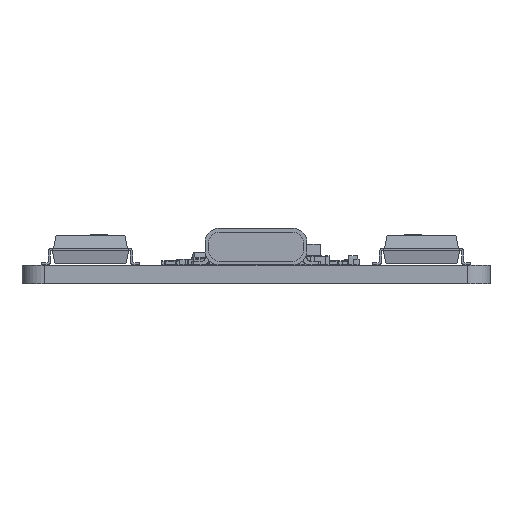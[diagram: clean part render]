
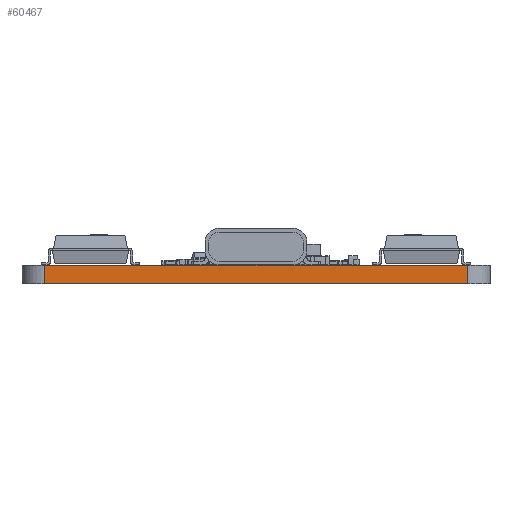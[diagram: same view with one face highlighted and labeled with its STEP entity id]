
A CAD part, front view. The second image highlights one B-rep face of the part: STEP entity #60467.
In plain terms, the highlighted planar face has unit normal (0, -1, 0).
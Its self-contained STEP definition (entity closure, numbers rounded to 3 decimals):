
#58936 = PLANE('',#58937);
#58937 = AXIS2_PLACEMENT_3D('',#58938,#58939,#58940);
#58938 = CARTESIAN_POINT('',(21.5,22.75,1.6));
#58939 = DIRECTION('',(0.,0.,1.));
#58940 = DIRECTION('',(1.,0.,0.));
#58964 = CYLINDRICAL_SURFACE('',#58965,2.);
#58965 = AXIS2_PLACEMENT_3D('',#58966,#58967,#58968);
#58966 = CARTESIAN_POINT('',(3.,3.,0.));
#58967 = DIRECTION('',(0.,0.,-1.));
#58968 = DIRECTION('',(1.,0.,0.));
#58990 = PLANE('',#58991);
#58991 = AXIS2_PLACEMENT_3D('',#58992,#58993,#58994);
#58992 = CARTESIAN_POINT('',(21.5,22.75,0.));
#58993 = DIRECTION('',(0.,0.,1.));
#58994 = DIRECTION('',(1.,0.,0.));
#59085 = VERTEX_POINT('',#59086);
#59086 = CARTESIAN_POINT('',(3.,1.,1.6));
#59108 = EDGE_CURVE('',#59109,#59085,#59111,.T.);
#59109 = VERTEX_POINT('',#59110);
#59110 = CARTESIAN_POINT('',(3.,1.,0.));
#59111 = SURFACE_CURVE('',#59112,(#59116,#59123),.PCURVE_S1.);
#59112 = LINE('',#59113,#59114);
#59113 = CARTESIAN_POINT('',(3.,1.,0.));
#59114 = VECTOR('',#59115,1.);
#59115 = DIRECTION('',(0.,0.,1.));
#59116 = PCURVE('',#58964,#59117);
#59117 = DEFINITIONAL_REPRESENTATION('',(#59118),#59122);
#59118 = LINE('',#59119,#59120);
#59119 = CARTESIAN_POINT('',(-4.712,0.));
#59120 = VECTOR('',#59121,1.);
#59121 = DIRECTION('',(0.,-1.));
#59122 = ( GEOMETRIC_REPRESENTATION_CONTEXT(2) 
PARAMETRIC_REPRESENTATION_CONTEXT() REPRESENTATION_CONTEXT('2D SPACE',''
  ) );
#59123 = PCURVE('',#59124,#59129);
#59124 = PLANE('',#59125);
#59125 = AXIS2_PLACEMENT_3D('',#59126,#59127,#59128);
#59126 = CARTESIAN_POINT('',(3.,1.,0.));
#59127 = DIRECTION('',(0.,1.,0.));
#59128 = DIRECTION('',(1.,0.,0.));
#59129 = DEFINITIONAL_REPRESENTATION('',(#59130),#59134);
#59130 = LINE('',#59131,#59132);
#59131 = CARTESIAN_POINT('',(0.,0.));
#59132 = VECTOR('',#59133,1.);
#59133 = DIRECTION('',(0.,-1.));
#59134 = ( GEOMETRIC_REPRESENTATION_CONTEXT(2) 
PARAMETRIC_REPRESENTATION_CONTEXT() REPRESENTATION_CONTEXT('2D SPACE',''
  ) );
#59163 = EDGE_CURVE('',#59109,#59164,#59166,.T.);
#59164 = VERTEX_POINT('',#59165);
#59165 = CARTESIAN_POINT('',(40.,1.,0.));
#59166 = SURFACE_CURVE('',#59167,(#59171,#59178),.PCURVE_S1.);
#59167 = LINE('',#59168,#59169);
#59168 = CARTESIAN_POINT('',(3.,1.,0.));
#59169 = VECTOR('',#59170,1.);
#59170 = DIRECTION('',(1.,0.,0.));
#59171 = PCURVE('',#58990,#59172);
#59172 = DEFINITIONAL_REPRESENTATION('',(#59173),#59177);
#59173 = LINE('',#59174,#59175);
#59174 = CARTESIAN_POINT('',(-18.5,-21.75));
#59175 = VECTOR('',#59176,1.);
#59176 = DIRECTION('',(1.,0.));
#59177 = ( GEOMETRIC_REPRESENTATION_CONTEXT(2) 
PARAMETRIC_REPRESENTATION_CONTEXT() REPRESENTATION_CONTEXT('2D SPACE',''
  ) );
#59178 = PCURVE('',#59124,#59179);
#59179 = DEFINITIONAL_REPRESENTATION('',(#59180),#59184);
#59180 = LINE('',#59181,#59182);
#59181 = CARTESIAN_POINT('',(0.,0.));
#59182 = VECTOR('',#59183,1.);
#59183 = DIRECTION('',(1.,0.));
#59184 = ( GEOMETRIC_REPRESENTATION_CONTEXT(2) 
PARAMETRIC_REPRESENTATION_CONTEXT() REPRESENTATION_CONTEXT('2D SPACE',''
  ) );
#59203 = CYLINDRICAL_SURFACE('',#59204,2.);
#59204 = AXIS2_PLACEMENT_3D('',#59205,#59206,#59207);
#59205 = CARTESIAN_POINT('',(40.,3.,0.));
#59206 = DIRECTION('',(0.,0.,-1.));
#59207 = DIRECTION('',(1.,0.,0.));
#59857 = EDGE_CURVE('',#59085,#59858,#59860,.T.);
#59858 = VERTEX_POINT('',#59859);
#59859 = CARTESIAN_POINT('',(40.,1.,1.6));
#59860 = SURFACE_CURVE('',#59861,(#59865,#59872),.PCURVE_S1.);
#59861 = LINE('',#59862,#59863);
#59862 = CARTESIAN_POINT('',(3.,1.,1.6));
#59863 = VECTOR('',#59864,1.);
#59864 = DIRECTION('',(1.,0.,0.));
#59865 = PCURVE('',#58936,#59866);
#59866 = DEFINITIONAL_REPRESENTATION('',(#59867),#59871);
#59867 = LINE('',#59868,#59869);
#59868 = CARTESIAN_POINT('',(-18.5,-21.75));
#59869 = VECTOR('',#59870,1.);
#59870 = DIRECTION('',(1.,0.));
#59871 = ( GEOMETRIC_REPRESENTATION_CONTEXT(2) 
PARAMETRIC_REPRESENTATION_CONTEXT() REPRESENTATION_CONTEXT('2D SPACE',''
  ) );
#59872 = PCURVE('',#59124,#59873);
#59873 = DEFINITIONAL_REPRESENTATION('',(#59874),#59878);
#59874 = LINE('',#59875,#59876);
#59875 = CARTESIAN_POINT('',(0.,-1.6));
#59876 = VECTOR('',#59877,1.);
#59877 = DIRECTION('',(1.,0.));
#59878 = ( GEOMETRIC_REPRESENTATION_CONTEXT(2) 
PARAMETRIC_REPRESENTATION_CONTEXT() REPRESENTATION_CONTEXT('2D SPACE',''
  ) );
#60467 = ADVANCED_FACE('',(#60468),#59124,.F.);
#60468 = FACE_BOUND('',#60469,.F.);
#60469 = EDGE_LOOP('',(#60470,#60471,#60472,#60493));
#60470 = ORIENTED_EDGE('',*,*,#59108,.T.);
#60471 = ORIENTED_EDGE('',*,*,#59857,.T.);
#60472 = ORIENTED_EDGE('',*,*,#60473,.F.);
#60473 = EDGE_CURVE('',#59164,#59858,#60474,.T.);
#60474 = SURFACE_CURVE('',#60475,(#60479,#60486),.PCURVE_S1.);
#60475 = LINE('',#60476,#60477);
#60476 = CARTESIAN_POINT('',(40.,1.,0.));
#60477 = VECTOR('',#60478,1.);
#60478 = DIRECTION('',(0.,0.,1.));
#60479 = PCURVE('',#59124,#60480);
#60480 = DEFINITIONAL_REPRESENTATION('',(#60481),#60485);
#60481 = LINE('',#60482,#60483);
#60482 = CARTESIAN_POINT('',(37.,0.));
#60483 = VECTOR('',#60484,1.);
#60484 = DIRECTION('',(0.,-1.));
#60485 = ( GEOMETRIC_REPRESENTATION_CONTEXT(2) 
PARAMETRIC_REPRESENTATION_CONTEXT() REPRESENTATION_CONTEXT('2D SPACE',''
  ) );
#60486 = PCURVE('',#59203,#60487);
#60487 = DEFINITIONAL_REPRESENTATION('',(#60488),#60492);
#60488 = LINE('',#60489,#60490);
#60489 = CARTESIAN_POINT('',(-4.712,0.));
#60490 = VECTOR('',#60491,1.);
#60491 = DIRECTION('',(0.,-1.));
#60492 = ( GEOMETRIC_REPRESENTATION_CONTEXT(2) 
PARAMETRIC_REPRESENTATION_CONTEXT() REPRESENTATION_CONTEXT('2D SPACE',''
  ) );
#60493 = ORIENTED_EDGE('',*,*,#59163,.F.);
